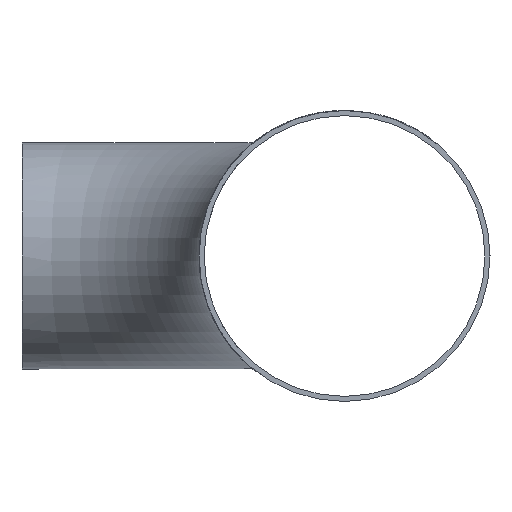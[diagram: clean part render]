
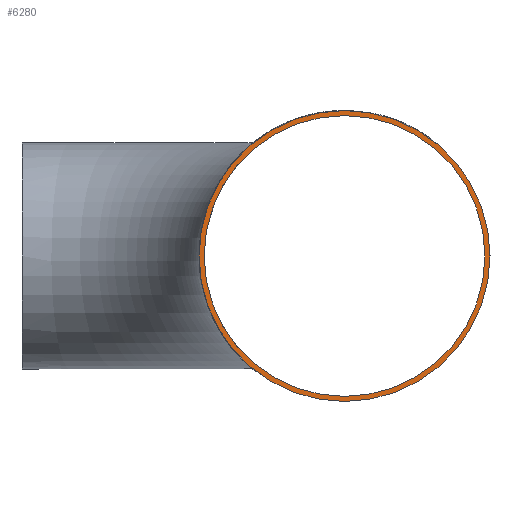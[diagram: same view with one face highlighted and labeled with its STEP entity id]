
A CAD part, left-side view. The second image highlights one B-rep face of the part: STEP entity #6280.
In plain terms, the highlighted planar face has unit normal (-1, 0, 0).
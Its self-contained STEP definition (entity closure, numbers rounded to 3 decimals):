
#1699 = CARTESIAN_POINT ( 'NONE',  ( -152., -126.7, -57.15 ) ) ;
#5055 = EDGE_LOOP ( 'NONE', ( #7804 ) ) ;
#5233 = CIRCLE ( 'NONE', #26641, 57.15 ) ;
#6280 = ADVANCED_FACE ( 'NONE', ( #27776, #17453 ), #30502, .F. ) ;
#7804 = ORIENTED_EDGE ( 'NONE', *, *, #14085, .F. ) ;
#11768 = DIRECTION ( 'NONE',  ( 1., 0., 0. ) ) ;
#14085 = EDGE_CURVE ( 'NONE', #25258, #25258, #5233, .T. ) ;
#14278 = DIRECTION ( 'NONE',  ( 1., 0., 0. ) ) ;
#14689 = CARTESIAN_POINT ( 'NONE',  ( -152., -126.7, 0. ) ) ;
#16031 = AXIS2_PLACEMENT_3D ( 'NONE', #27359, #14278, #25115 ) ;
#17152 = EDGE_LOOP ( 'NONE', ( #19376 ) ) ;
#17453 = FACE_OUTER_BOUND ( 'NONE', #5055, .T. ) ;
#19376 = ORIENTED_EDGE ( 'NONE', *, *, #23767, .T. ) ;
#19741 = VERTEX_POINT ( 'NONE', #25758 ) ;
#20962 = CIRCLE ( 'NONE', #16031, 55.15 ) ;
#22604 = DIRECTION ( 'NONE',  ( 1., 0., 0. ) ) ;
#23767 = EDGE_CURVE ( 'NONE', #19741, #19741, #20962, .T. ) ;
#25115 = DIRECTION ( 'NONE',  ( 0., 0., -1. ) ) ;
#25258 = VERTEX_POINT ( 'NONE', #1699 ) ;
#25758 = CARTESIAN_POINT ( 'NONE',  ( -152., -126.7, -55.15 ) ) ;
#26641 = AXIS2_PLACEMENT_3D ( 'NONE', #14689, #22604, #33078 ) ;
#27359 = CARTESIAN_POINT ( 'NONE',  ( -152., -126.7, 0. ) ) ;
#27776 = FACE_BOUND ( 'NONE', #17152, .T. ) ;
#28102 = DIRECTION ( 'NONE',  ( 0., 0., -1. ) ) ;
#30502 = PLANE ( 'NONE',  #33156 ) ;
#33078 = DIRECTION ( 'NONE',  ( 0., 0., -1. ) ) ;
#33083 = CARTESIAN_POINT ( 'NONE',  ( -152., -126.7, 0. ) ) ;
#33156 = AXIS2_PLACEMENT_3D ( 'NONE', #33083, #11768, #28102 ) ;
